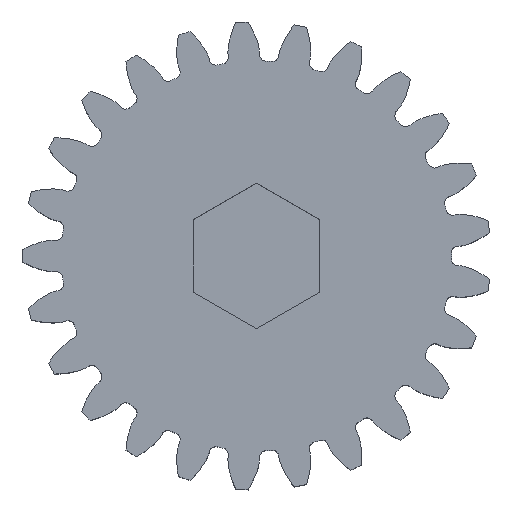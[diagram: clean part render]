
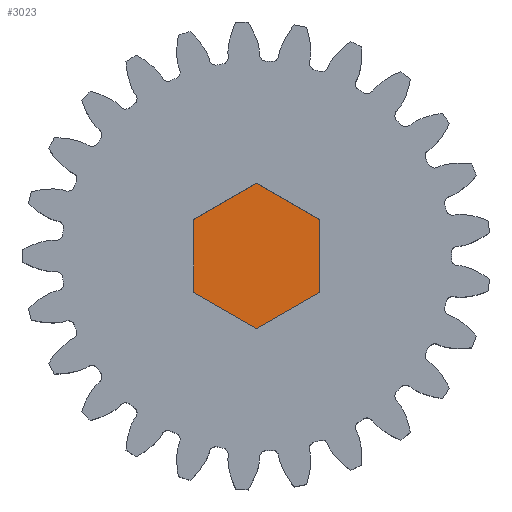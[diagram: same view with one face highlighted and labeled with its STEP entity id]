
A CAD part, top view. The second image highlights one B-rep face of the part: STEP entity #3023.
In plain terms, the highlighted planar face has unit normal (0, 0, 1).
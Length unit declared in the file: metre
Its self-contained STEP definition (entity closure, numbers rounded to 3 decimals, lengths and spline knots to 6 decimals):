
#171=PLANE('',#3349);
#1308=ORIENTED_EDGE('',*,*,#1773,.T.);
#1309=ORIENTED_EDGE('',*,*,#1776,.T.);
#1310=ORIENTED_EDGE('',*,*,#1778,.T.);
#1311=ORIENTED_EDGE('',*,*,#1780,.T.);
#1312=ORIENTED_EDGE('',*,*,#1782,.T.);
#1313=ORIENTED_EDGE('',*,*,#1783,.T.);
#1773=EDGE_CURVE('',#2093,#2092,#2255,.T.);
#1776=EDGE_CURVE('',#2092,#2094,#2258,.T.);
#1778=EDGE_CURVE('',#2094,#2095,#2260,.T.);
#1780=EDGE_CURVE('',#2095,#2096,#2262,.T.);
#1782=EDGE_CURVE('',#2096,#2097,#2264,.T.);
#1783=EDGE_CURVE('',#2097,#2093,#2265,.T.);
#2092=VERTEX_POINT('',#7619);
#2093=VERTEX_POINT('',#7621);
#2094=VERTEX_POINT('',#7625);
#2095=VERTEX_POINT('',#7629);
#2096=VERTEX_POINT('',#7633);
#2097=VERTEX_POINT('',#7637);
#2255=LINE('',#7620,#2423);
#2258=LINE('',#7626,#2426);
#2260=LINE('',#7630,#2428);
#2262=LINE('',#7634,#2430);
#2264=LINE('',#7638,#2432);
#2265=LINE('',#7640,#2433);
#2423=VECTOR('',#4123,1.);
#2426=VECTOR('',#4128,1.);
#2428=VECTOR('',#4132,1.);
#2430=VECTOR('',#4136,1.);
#2432=VECTOR('',#4140,1.);
#2433=VECTOR('',#4143,1.);
#2597=EDGE_LOOP('',(#1308,#1309,#1310,#1311,#1312,#1313));
#2761=FACE_BOUND('',#2597,.T.);
#3023=ADVANCED_FACE('',(#2761),#171,.T.);
#3349=AXIS2_PLACEMENT_3D('',#7641,#4144,#4145);
#4123=DIRECTION('',(0.866,0.5,0.));
#4128=DIRECTION('',(0.,1.,0.));
#4132=DIRECTION('',(-0.866,0.5,0.));
#4136=DIRECTION('',(-0.866,-0.5,0.));
#4140=DIRECTION('',(0.,-1.,0.));
#4143=DIRECTION('',(0.866,-0.5,0.));
#4144=DIRECTION('',(0.,0.,1.));
#4145=DIRECTION('',(1.,0.,0.));
#7619=CARTESIAN_POINT('',(0.009239,0.059016,-0.078625));
#7620=CARTESIAN_POINT('',(0.004619,0.056349,-0.078625));
#7621=CARTESIAN_POINT('',(0.,0.053682,-0.078625));
#7625=CARTESIAN_POINT('',(0.009239,0.069684,-0.078625));
#7626=CARTESIAN_POINT('',(0.009239,0.06435,-0.078625));
#7629=CARTESIAN_POINT('',(0.,0.075018,-0.078625));
#7630=CARTESIAN_POINT('',(0.004619,0.072351,-0.078625));
#7633=CARTESIAN_POINT('',(-0.009239,0.069684,-0.078625));
#7634=CARTESIAN_POINT('',(-0.004619,0.072351,-0.078625));
#7637=CARTESIAN_POINT('',(-0.009239,0.059016,-0.078625));
#7638=CARTESIAN_POINT('',(-0.009239,0.06435,-0.078625));
#7640=CARTESIAN_POINT('',(-0.004619,0.056349,-0.078625));
#7641=CARTESIAN_POINT('',(-0.000084,0.06435,-0.078625));
